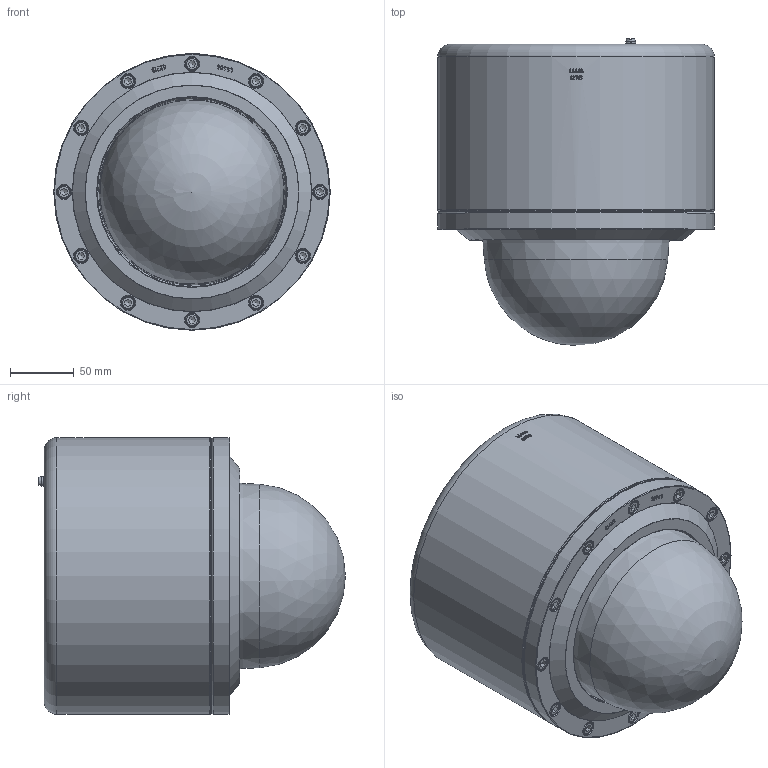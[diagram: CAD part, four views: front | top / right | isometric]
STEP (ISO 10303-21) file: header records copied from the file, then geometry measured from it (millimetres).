
FILE_DESCRIPTION(/* description */ ('1GH00030'),/* implementation_level */ '2;1');
FILE_NAME(/* name */ '251029-ET08IPQ6075MKII-AK-3D-CAD.stp',/* time_stamp */ '2025-10-29T13:20:54+01:00',/* author */ ('Alexander Kruse'),/* organization */ (''),/* preprocessor_version */ 'ST-DEVELOPER v20.1',/* originating_system */ 'Autodesk Inventor 2026',/* authorisation */ '');
FILE_SCHEMA (('AUTOMOTIVE_DESIGN { 1 0 10303 214 3 1 1 }'));
Length unit declared in the file: millimetre
Products named in the file (17): VA4.1K.Px1_rev.03 (Gewindebeschriftung); VA4.1K_rev.05; VA4.x.Px1_rev.02 (3,3mm Kuppel); VA4.x.Px1_rev.01; Compound VA4.x.Px1_rev.05 (3,3mm Kuppel); T07-VA4.x.PS1 (dome) 3,3mm_update_rev.00; O-Ring 146x4,00 MVQ70; VA4.x.Px1 Passscheibe_rev.01; VA4.x.PA2 Ringmutter vers.02_rev.03; VA 3.x Gylon Flachdichtung; VA3.x Gehäuseschraubengarnitur; DIN 912 - M6 x 25; DIN 7980 - 6 Federring M6; Erdungsschraube; DIN 84 - M4 x 10; AS 1237 - 4; DIN 127 - A 4
Assembly tree (27 placements, depth 4):
  VA4.1K.Px1_rev.03 (Gewindebeschriftung)
    VA4.1K_rev.05
    VA4.x.Px1_rev.02 (3,3mm Kuppel)
      VA4.x.Px1_rev.01
      Compound VA4.x.Px1_rev.05 (3,3mm Kuppel)
      T07-VA4.x.PS1 (dome) 3,3mm_update_rev.00
      O-Ring 146x4,00 MVQ70
      VA4.x.Px1 Passscheibe_rev.01
      VA4.x.PA2 Ringmutter vers.02_rev.03
      VA 3.x Gylon Flachdichtung
      VA3.x Gehäuseschraubengarnitur  x12
        DIN 912 - M6 x 25
        DIN 7980 - 6 Federring M6
    Erdungsschraube
      DIN 84 - M4 x 10
      AS 1237 - 4
      DIN 127 - A 4
Bounding box: 216 x 239.69 x 216 mm (x, y, z)
Volume: 1607782 mm3; surface area: 543301.8 mm2
Topology: 35 solids, 35 shells, 1587 faces, 4174 edges, 2764 vertices
Faces by surface type: plane 634, bspline 601, cylinder 181, cone 114, torus 55, sphere 2
Full cylindrical faces by diameter (mm): 3.242 x1, 3.621 x1, 4 x1, 4.3 x1, 4.917 x15, 5 x4, 5.9 x12, 6 x12, 6.4 x12, 6.647 x6, 8 x1, 10 x12, 11 x12, 18.376 x1, 23.376 x1, 148 x3, 150 x2, 153 x2, 154 x1, 171.5 x1, 172.84 x2, 175 x1, 175.5 x2, 180 x1, 187 x2, 189 x1, 210 x1, 215 x1, 216 x2
Entity records: 48325 total; most frequent: CARTESIAN_POINT 17009, ORIENTED_EDGE 7102, DIRECTION 4404, EDGE_CURVE 3551, VERTEX_POINT 2368, LINE 1828, VECTOR 1828, EDGE_LOOP 1525
